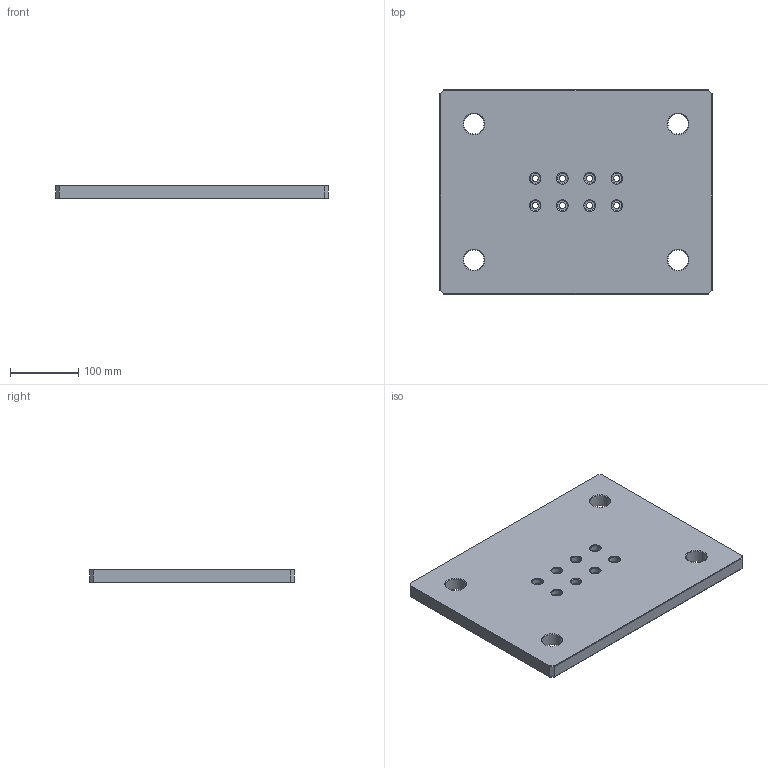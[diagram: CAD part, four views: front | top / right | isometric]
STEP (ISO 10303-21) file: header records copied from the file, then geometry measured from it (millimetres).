
FILE_DESCRIPTION(/* description */ (''),/* implementation_level */ '2;1');
FILE_NAME(/* name */ '10413_KriTec_Portalplatte_Aluminium_400x300x20_fuer_Profil_8_160x80.stp',/* time_stamp */ '2015-02-12T09:46:41+01:00',/* author */ ('kostic'),/* organization */ (''),/* preprocessor_version */ 'ST-DEVELOPER v15.2',/* originating_system */ 'Autodesk Inventor 2014',/* authorisation */ '');
FILE_SCHEMA (('CONFIG_CONTROL_DESIGN'));
Length unit declared in the file: millimetre
Products named in the file (1): 10413_KriTec_Portalplatte_Aluminium_400x300x20_fuer_Profil_8_160x80
Bounding box: 400 x 300 x 20 mm (x, y, z)
Volume: 2322662.2 mm3; surface area: 272043.8 mm2
Topology: 1 solids, 1 shells, 78 faces, 168 edges, 100 vertices
Faces by surface type: plane 34, cone 24, cylinder 20
Full cylindrical faces by diameter (mm): 9 x8, 15 x8, 29.835 x4
Entity records: 1901 total; most frequent: DIRECTION 342, CARTESIAN_POINT 295, ORIENTED_EDGE 240, EDGE_LOOP 154, AXIS2_PLACEMENT_3D 143, EDGE_CURVE 120, VERTEX_POINT 96, FACE_BOUND 78
